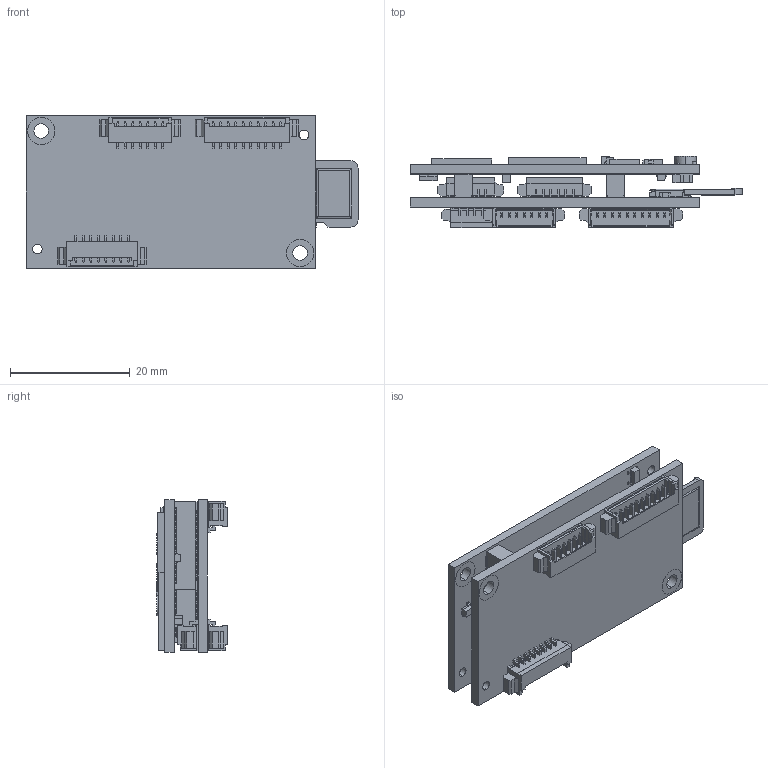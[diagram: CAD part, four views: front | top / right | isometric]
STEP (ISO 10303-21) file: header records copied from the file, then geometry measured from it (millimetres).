
FILE_DESCRIPTION (( 'STEP AP214' ), '1' );
FILE_NAME ('4031.STEP', '2018-02-27T19:54:59', ( '' ), ( '' ), 'SwSTEP 2.0', 'SolidWorks 2012', '' );
FILE_SCHEMA (( 'AUTOMOTIVE_DESIGN' ));
Length unit declared in the file: inch
Products named in the file (22): 2960; SOT-23-5; LED_0603; IC_3x3; IC_5x5; SOT-23; Cap_ceramic_0805; Choke ELL4; IC_9x12.5; IC_13x13; IC_10x13; DF40; HDR-1.25mm_PicoBlade_SM_RA_8 pin; HDR-1.25mm_PicoBlade_SM_RA_10 pin; HDR-1.25mm_PicoBlade_SM_RA_7 pin; Micro SD card; SD_Micro; HDR-1.25mm_PicoBlade_SM_RA_6 pin; HDR-1.25mm_PicoBlade_SM_RA_5 pin; DF40F-60_4mm; 4031
Assembly tree (35 placements, depth 3):
  4031
    2960
    DF40F-60_4mm  x2
    HDR-1.25mm_PicoBlade_SM_RA_5 pin
    HDR-1.25mm_PicoBlade_SM_RA_6 pin
    SD_Micro
    Micro SD card
    HDR-1.25mm_PicoBlade_SM_RA_7 pin
    HDR-1.25mm_PicoBlade_SM_RA_10 pin
    HDR-1.25mm_PicoBlade_SM_RA_8 pin
    2960
      2960
      DF40  x2
      IC_10x13
      IC_13x13
      IC_9x12.5
      Choke ELL4  x3
      Cap_ceramic_0805  x6
      SOT-23
      IC_5x5
      IC_3x3
      LED_0603  x4
      SOT-23-5  x2
Bounding box: 55.36 x 11.87 x 25.4 mm (x, y, z)
Volume: 5161.4 mm3; surface area: 10050.6 mm2
Topology: 89 solids, 90 shells, 6888 faces, 18614 edges, 12306 vertices
Faces by surface type: plane 5680, cylinder 1165, cone 38, bspline 5
Entity records: 166870 total; most frequent: CARTESIAN_POINT 24148, ORIENTED_EDGE 23124, DIRECTION 21476, EDGE_CURVE 11564, LINE 10030, VECTOR 10030, VERTEX_POINT 7622, AXIS2_PLACEMENT_3D 5723
